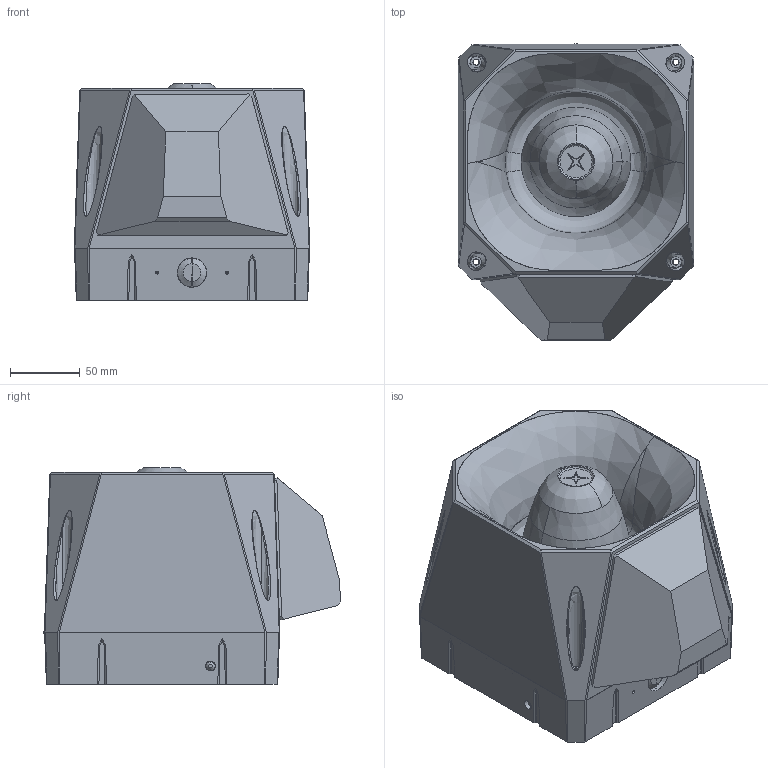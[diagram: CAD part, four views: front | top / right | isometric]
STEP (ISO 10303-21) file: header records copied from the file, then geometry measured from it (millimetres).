
FILE_DESCRIPTION(/* description */ ('Customer-3D 442'),/* implementation_level */ '2;1');
FILE_NAME(/* name */ '100000015370_prt_000.step',/* time_stamp */ '2023-09-06T15:07:46+02:00',/* author */ ('JENNERT'),/* organization */ ('WERMA Signaltechnik GmbH+Co.KG'),/* preprocessor_version */ 'ST-DEVELOPER v17',/* originating_system */ 'Autodesk Inventor 2018',/* authorisation */ 'public');
FILE_SCHEMA (('AUTOMOTIVE_DESIGN { 1 0 10303 214 3 1 1 }'));
Products named in the file (1): 100000015370_prt_000_1
Bounding box: 168.38 x 212.15 x 154.76 mm (x, y, z)
Surface area: 495851.9 mm2 (no closed solid volume)
Topology: 0 solids, 2594 shells, 2594 faces, 13014 edges, 12946 vertices
Faces by surface type: plane 946, cylinder 699, cone 350, torus 346, bspline 230, sphere 23
Entity records: 218328 total; most frequent: CARTESIAN_POINT 116575, DIRECTION 19046, EDGE_CURVE 12950, ORIENTED_EDGE 12950, VERTEX_POINT 12946, LINE 6350, VECTOR 6350, AXIS2_PLACEMENT_3D 6348
